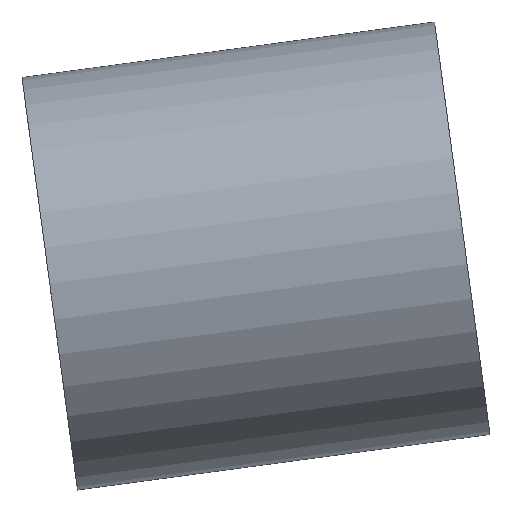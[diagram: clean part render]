
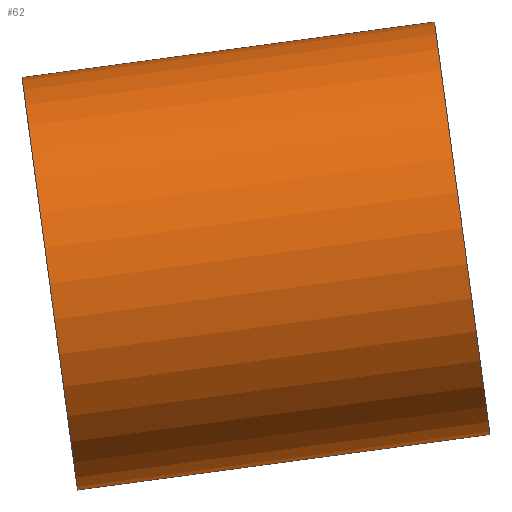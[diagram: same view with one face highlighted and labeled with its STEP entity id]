
A CAD part, left-side view. The second image highlights one B-rep face of the part: STEP entity #62.
In plain terms, the highlighted cylindrical face has radius 8.731 mm (diameter 17.462 mm), a full revolution.
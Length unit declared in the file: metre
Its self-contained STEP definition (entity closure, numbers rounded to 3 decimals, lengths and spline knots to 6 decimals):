
#20=CYLINDRICAL_SURFACE('',#83,0.008731);
#26=ORIENTED_EDGE('',*,*,#30,.F.);
#27=ORIENTED_EDGE('',*,*,#33,.F.);
#30=EDGE_CURVE('',#34,#34,#38,.F.);
#33=EDGE_CURVE('',#37,#37,#41,.T.);
#34=VERTEX_POINT('',#106);
#37=VERTEX_POINT('',#113);
#38=CIRCLE('',#78,0.008731);
#41=CIRCLE('',#82,0.008731);
#46=EDGE_LOOP('',(#26));
#47=EDGE_LOOP('',(#27));
#54=FACE_BOUND('',#46,.T.);
#55=FACE_BOUND('',#47,.T.);
#62=ADVANCED_FACE('',(#54,#55),#20,.T.);
#78=AXIS2_PLACEMENT_3D('',#105,#89,#90);
#82=AXIS2_PLACEMENT_3D('',#112,#97,#98);
#83=AXIS2_PLACEMENT_3D('',#114,#99,#100);
#89=DIRECTION('',(0.,-0.991,0.133));
#90=DIRECTION('',(0.,-0.133,-0.991));
#97=DIRECTION('',(0.,-0.991,0.133));
#98=DIRECTION('',(0.,-0.133,-0.991));
#99=DIRECTION('',(0.,-0.991,0.133));
#100=DIRECTION('',(0.,-0.133,-0.991));
#105=CARTESIAN_POINT('',(0.4572,-0.627447,-0.067392));
#106=CARTESIAN_POINT('',(0.4572,-0.62861,-0.076045));
#112=CARTESIAN_POINT('',(0.4572,-0.644754,-0.065066));
#113=CARTESIAN_POINT('',(0.4572,-0.645917,-0.073719));
#114=CARTESIAN_POINT('',(0.4572,0.815567,-0.261347));
